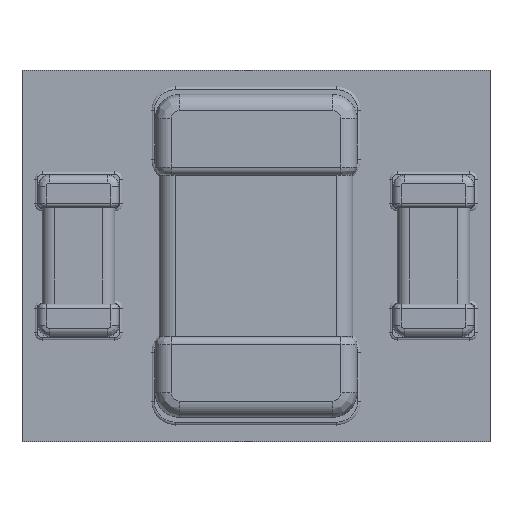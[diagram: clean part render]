
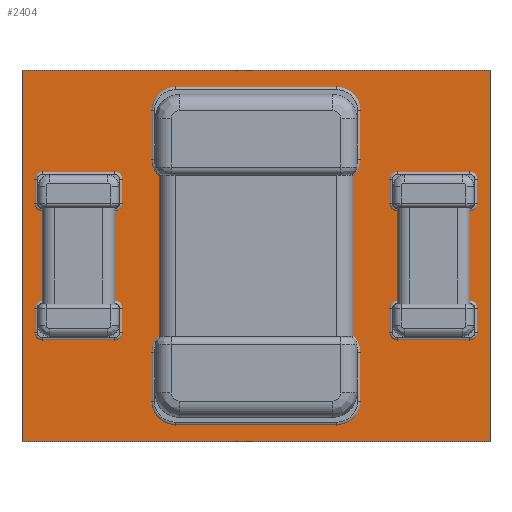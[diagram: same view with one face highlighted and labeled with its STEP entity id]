
A CAD part, top view. The second image highlights one B-rep face of the part: STEP entity #2404.
In plain terms, the highlighted face is planar.
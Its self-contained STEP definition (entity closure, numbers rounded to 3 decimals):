
#2195=DIRECTION('',(0.,0.,1.));
#2196=VECTOR('',#2195,2.3);
#2197=CARTESIAN_POINT('',(-1.45,0.02,-1.15));
#2198=LINE('',#2197,#2196);
#2202=DIRECTION('',(-1.,0.,0.));
#2203=VECTOR('',#2202,2.9);
#2204=CARTESIAN_POINT('',(1.45,0.02,-1.15));
#2205=LINE('',#2204,#2203);
#2209=DIRECTION('',(0.,0.,-1.));
#2210=VECTOR('',#2209,2.3);
#2211=CARTESIAN_POINT('',(1.45,0.02,1.15));
#2212=LINE('',#2211,#2210);
#2216=DIRECTION('',(1.,0.,0.));
#2217=VECTOR('',#2216,2.9);
#2218=CARTESIAN_POINT('',(-1.45,0.02,1.15));
#2219=LINE('',#2218,#2217);
#2287=CARTESIAN_POINT('',(-1.45,0.02,-1.15));
#2288=CARTESIAN_POINT('',(-1.45,0.02,1.15));
#2289=VERTEX_POINT('',#2287);
#2290=VERTEX_POINT('',#2288);
#2291=CARTESIAN_POINT('',(1.45,0.02,1.15));
#2292=VERTEX_POINT('',#2291);
#2293=CARTESIAN_POINT('',(1.45,0.02,-1.15));
#2294=VERTEX_POINT('',#2293);
#2393=CARTESIAN_POINT('',(0.,0.02,0.));
#2394=DIRECTION('',(0.,1.,0.));
#2395=DIRECTION('',(1.,0.,0.));
#2396=AXIS2_PLACEMENT_3D('',#2393,#2394,#2395);
#2397=PLANE('',#2396);
#2398=ORIENTED_EDGE('',*,*,#2345,.F.);
#2399=ORIENTED_EDGE('',*,*,#2360,.F.);
#2400=ORIENTED_EDGE('',*,*,#2374,.F.);
#2401=ORIENTED_EDGE('',*,*,#2387,.F.);
#2402=EDGE_LOOP('',(#2398,#2399,#2400,#2401));
#2403=FACE_OUTER_BOUND('',#2402,.F.);
#2345=EDGE_CURVE('',#2289,#2290,#2198,.T.);
#2360=EDGE_CURVE('',#2294,#2289,#2205,.T.);
#2374=EDGE_CURVE('',#2292,#2294,#2212,.T.);
#2387=EDGE_CURVE('',#2290,#2292,#2219,.T.);
#2404=ADVANCED_FACE('',(#2403),#2397,.T.);
